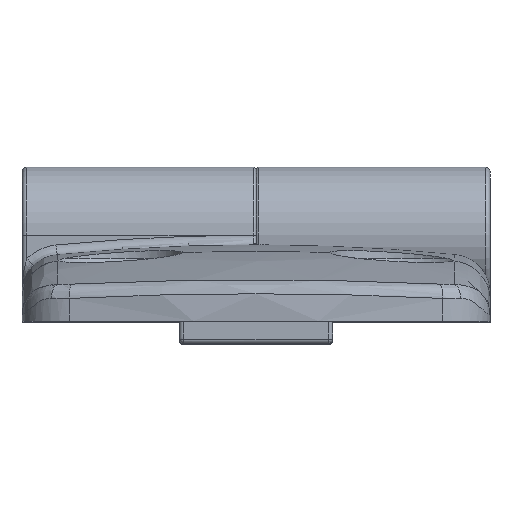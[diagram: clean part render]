
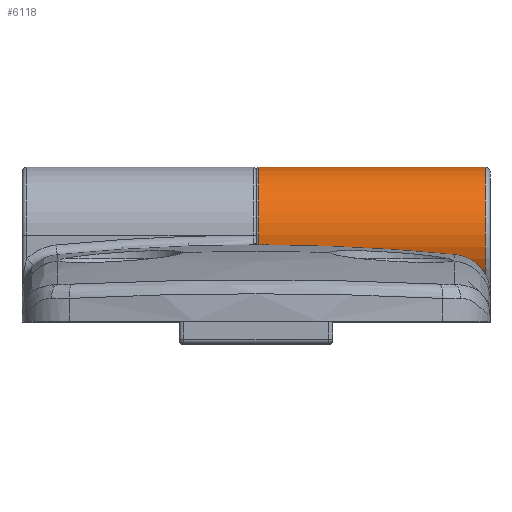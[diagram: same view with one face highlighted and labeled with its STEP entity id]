
A CAD part, top view. The second image highlights one B-rep face of the part: STEP entity #6118.
In plain terms, the highlighted cylindrical face has radius 7 mm (diameter 14 mm), a partial arc.
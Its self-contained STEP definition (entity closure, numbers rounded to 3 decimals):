
#189=CYLINDRICAL_SURFACE('',#6587,7.);
#454=LINE('',#9593,#820);
#455=LINE('',#9596,#821);
#820=VECTOR('',#7482,23.2);
#821=VECTOR('',#7485,23.2);
#1308=FACE_OUTER_BOUND('',#1725,.T.);
#1725=EDGE_LOOP('',(#4200,#4201,#4202,#4203));
#2200=CIRCLE('',#6585,7.);
#2202=CIRCLE('',#6588,7.);
#2650=VERTEX_POINT('',#9586);
#2651=VERTEX_POINT('',#9588);
#2652=VERTEX_POINT('',#9592);
#2653=VERTEX_POINT('',#9594);
#3234=EDGE_CURVE('',#2651,#2650,#2200,.T.);
#3236=EDGE_CURVE('',#2650,#2652,#454,.T.);
#3237=EDGE_CURVE('',#2652,#2653,#2202,.T.);
#3238=EDGE_CURVE('',#2651,#2653,#455,.T.);
#4200=ORIENTED_EDGE('',*,*,#3234,.T.);
#4201=ORIENTED_EDGE('',*,*,#3236,.T.);
#4202=ORIENTED_EDGE('',*,*,#3237,.T.);
#4203=ORIENTED_EDGE('',*,*,#3238,.F.);
#6118=ADVANCED_FACE('',(#1308),#189,.T.);
#6585=AXIS2_PLACEMENT_3D('',#9589,#7476,#7477);
#6587=AXIS2_PLACEMENT_3D('',#9591,#7480,#7481);
#6588=AXIS2_PLACEMENT_3D('',#9595,#7483,#7484);
#7476=DIRECTION('center_axis',(-1.,0.,0.));
#7477=DIRECTION('ref_axis',(0.,0.,
1.));
#7480=DIRECTION('center_axis',(-1.,0.,0.));
#7481=DIRECTION('ref_axis',(0.,0.,
1.));
#7482=DIRECTION('',(-1.,0.,0.));
#7483=DIRECTION('center_axis',(1.,0.,0.));
#7484=DIRECTION('ref_axis',(0.,0.,
-1.));
#7485=DIRECTION('',(-1.,0.,0.));
#9586=CARTESIAN_POINT('',(23.5,8.9,-7.));
#9588=CARTESIAN_POINT('',(23.5,2.838,3.5));
#9589=CARTESIAN_POINT('Origin',(23.5,8.9,0.));
#9591=CARTESIAN_POINT('Origin',(24.,8.9,0.));
#9592=CARTESIAN_POINT('',(0.3,8.9,-7.));
#9593=CARTESIAN_POINT('',(24.,8.9,-7.));
#9594=CARTESIAN_POINT('',(0.3,2.838,3.5));
#9595=CARTESIAN_POINT('Origin',(0.3,8.9,0.));
#9596=CARTESIAN_POINT('',(24.,2.838,3.5));
